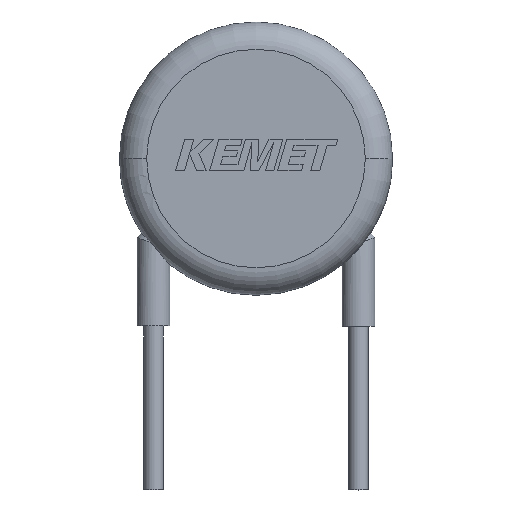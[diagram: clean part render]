
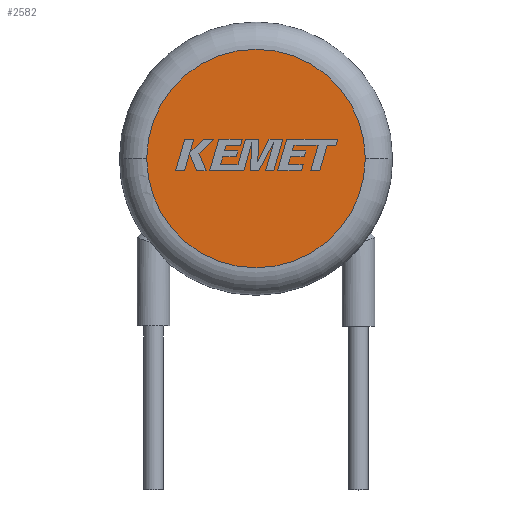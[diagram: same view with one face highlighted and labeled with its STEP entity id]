
A CAD part, top view. The second image highlights one B-rep face of the part: STEP entity #2582.
In plain terms, the highlighted planar face has unit normal (0, 0, 1).
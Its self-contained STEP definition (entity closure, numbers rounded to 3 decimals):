
#167 = EDGE_LOOP ( 'NONE', ( #2041, #378 ) ) ;
#325 = VERTEX_POINT ( 'NONE', #369 ) ;
#369 = CARTESIAN_POINT ( 'NONE',  ( 4., 0., 5. ) ) ;
#378 = ORIENTED_EDGE ( 'NONE', *, *, #2401, .T. ) ;
#403 = DIRECTION ( 'NONE',  ( 1., 0., 0. ) ) ;
#477 = DIRECTION ( 'NONE',  ( 0., 0., 1. ) ) ;
#558 = VERTEX_POINT ( 'NONE', #2242 ) ;
#567 = AXIS2_PLACEMENT_3D ( 'NONE', #2088, #3522, #1010 ) ;
#628 = AXIS2_PLACEMENT_3D ( 'NONE', #2677, #477, #403 ) ;
#1006 = PLANE ( 'NONE',  #628 ) ;
#1010 = DIRECTION ( 'NONE',  ( 1., 0., 0. ) ) ;
#1022 = DIRECTION ( 'NONE',  ( 1., 0., 0. ) ) ;
#1322 = DIRECTION ( 'NONE',  ( 0., 0., 1. ) ) ;
#2041 = ORIENTED_EDGE ( 'NONE', *, *, #2662, .T. ) ;
#2042 = AXIS2_PLACEMENT_3D ( 'NONE', #3536, #1322, #1022 ) ;
#2088 = CARTESIAN_POINT ( 'NONE',  ( 0., 0., 5. ) ) ;
#2108 = FACE_OUTER_BOUND ( 'NONE', #167, .T. ) ;
#2242 = CARTESIAN_POINT ( 'NONE',  ( -4., 0., 5. ) ) ;
#2285 = CIRCLE ( 'NONE', #2042, 4. ) ;
#2401 = EDGE_CURVE ( 'NONE', #558, #325, #2576, .T. ) ;
#2576 = CIRCLE ( 'NONE', #567, 4. ) ;
#2582 = ADVANCED_FACE ( 'NONE', ( #2108 ), #1006, .T. ) ;
#2662 = EDGE_CURVE ( 'NONE', #325, #558, #2285, .T. ) ;
#2677 = CARTESIAN_POINT ( 'NONE',  ( 0., 0., 5. ) ) ;
#3522 = DIRECTION ( 'NONE',  ( 0., 0., 1. ) ) ;
#3536 = CARTESIAN_POINT ( 'NONE',  ( 0., 0., 5. ) ) ;
